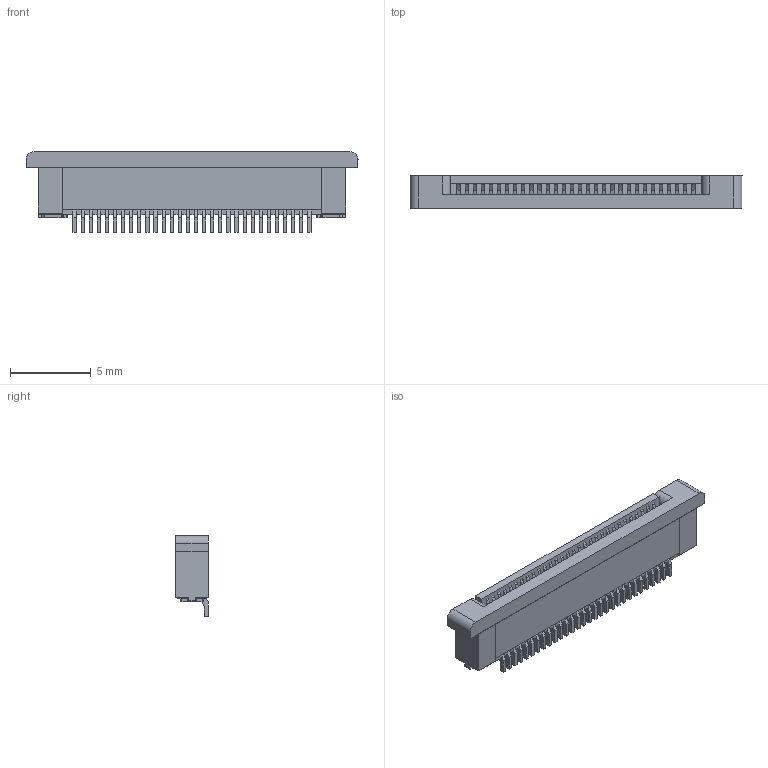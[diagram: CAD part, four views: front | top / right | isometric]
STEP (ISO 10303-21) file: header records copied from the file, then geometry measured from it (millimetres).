
FILE_DESCRIPTION(('STEP AP242'),'1');
FILE_NAME('20436_ACF-050-30-C-CMS-H.stp','2023-06-10T22:17:49',(' '),(' '),'Spatial InterOp 3D',' ',' ');
FILE_SCHEMA(('AP242_MANAGED_MODEL_BASED_3D_ENGINEERING_MIM_LF {1 0 10303 442 1 1 4}'));
Length unit declared in the file: millimetre
Products named in the file (6): ANTELEC-FFC-P281-C-1R; Broche P281 H; Partie métallique P281; Capot P281-C-1R; Isolant P281-C-1R; Assemblage CAD Service ASMB-MASTER-1 78
Assembly tree (35 placements, depth 3):
  Assemblage CAD Service ASMB-MASTER-1 78
    ANTELEC-FFC-P281-C-1R
      Broche P281 H  x30
      Partie métallique P281  x2
      Capot P281-C-1R
      Isolant P281-C-1R
Bounding box: 20.5 x 2 x 5 mm (x, y, z)
Volume: 114.7 mm3; surface area: 832.6 mm2
Topology: 34 solids, 34 shells, 1092 faces, 3132 edges, 2048 vertices
Faces by surface type: plane 914, cylinder 178
Entity records: 16284 total; most frequent: ORIENTED_EDGE 1890, CARTESIAN_POINT 1875, DIRECTION 1671, EDGE_CURVE 945, LINE 899, VECTOR 899, VERTEX_POINT 590, PROPERTY_DEFINITION_REPRESENTATION 528
